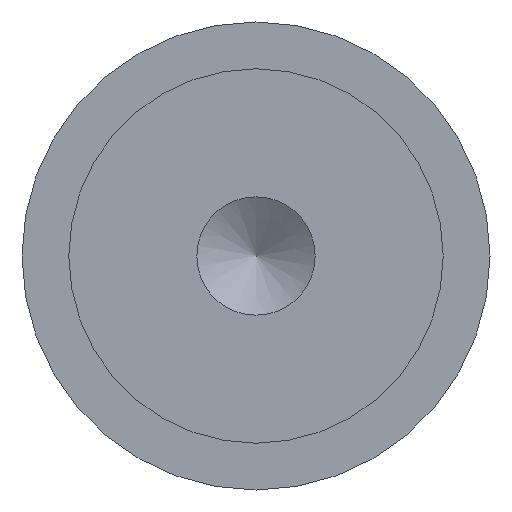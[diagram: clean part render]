
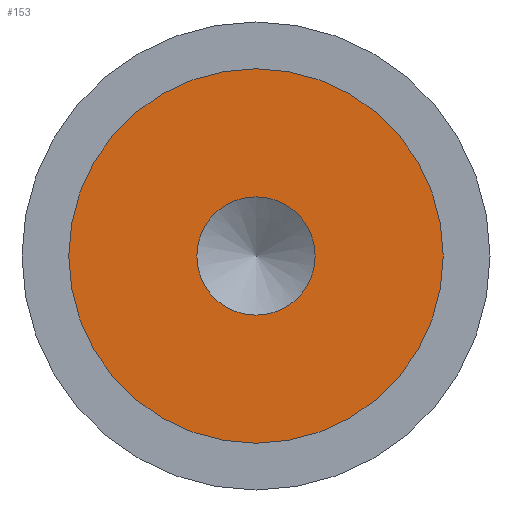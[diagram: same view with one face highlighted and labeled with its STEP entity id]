
A CAD part, front view. The second image highlights one B-rep face of the part: STEP entity #153.
In plain terms, the highlighted planar face has unit normal (0, -1, 0).
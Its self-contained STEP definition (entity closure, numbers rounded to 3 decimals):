
#17=FACE_BOUND('',#45,.T.);
#20=PLANE('',#184);
#32=FACE_OUTER_BOUND('',#44,.T.);
#44=EDGE_LOOP('',(#122));
#45=EDGE_LOOP('',(#123));
#71=CIRCLE('',#179,1.265);
#72=CIRCLE('',#181,4.);
#82=VERTEX_POINT('',#259);
#83=VERTEX_POINT('',#263);
#94=EDGE_CURVE('',#82,#82,#71,.F.);
#96=EDGE_CURVE('',#83,#83,#72,.T.);
#122=ORIENTED_EDGE('',*,*,#96,.T.);
#123=ORIENTED_EDGE('',*,*,#94,.T.);
#153=ADVANCED_FACE('',(#32,#17),#20,.F.);
#179=AXIS2_PLACEMENT_3D('',#260,#207,#208);
#181=AXIS2_PLACEMENT_3D('',#264,#212,#213);
#184=AXIS2_PLACEMENT_3D('',#269,#219,#220);
#207=DIRECTION('center_axis',(0.,-1.,0.));
#208=DIRECTION('ref_axis',(0.,0.,-1.));
#212=DIRECTION('center_axis',(0.,-1.,0.));
#213=DIRECTION('ref_axis',(-1.,0.,0.));
#219=DIRECTION('center_axis',(0.,1.,0.));
#220=DIRECTION('ref_axis',(-1.,0.,0.));
#259=CARTESIAN_POINT('',(-0.022,-4.5,31.265));
#260=CARTESIAN_POINT('Origin',(-0.022,-4.5,30.));
#263=CARTESIAN_POINT('',(3.978,-4.5,30.));
#264=CARTESIAN_POINT('Origin',(-0.022,-4.5,30.));
#269=CARTESIAN_POINT('Origin',(-0.022,-4.5,30.));
